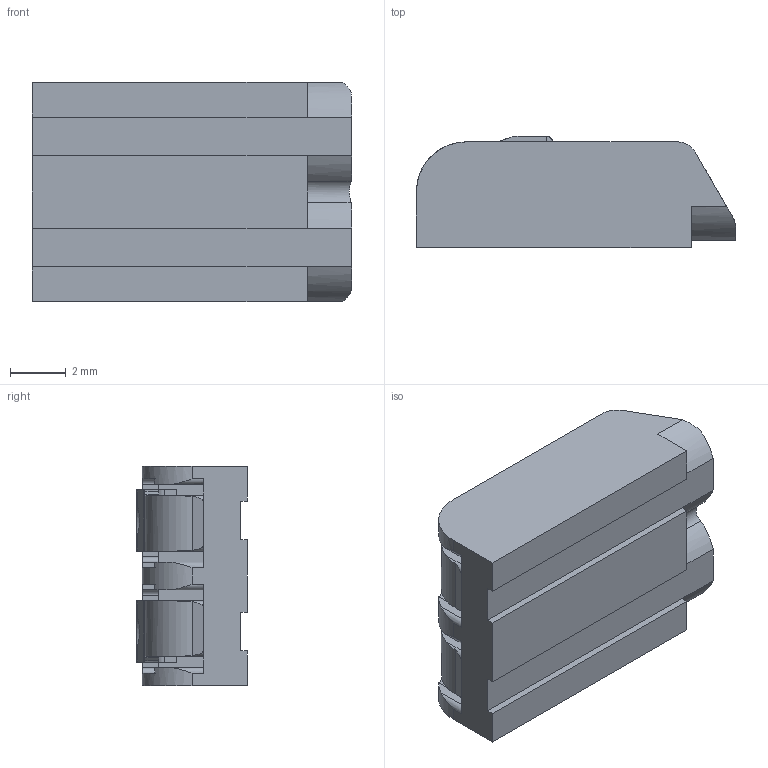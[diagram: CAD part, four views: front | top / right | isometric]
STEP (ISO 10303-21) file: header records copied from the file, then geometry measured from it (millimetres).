
FILE_DESCRIPTION(('STEP AP242'),'1');
FILE_NAME('2060-402.stp','2018-10-26T09:27:42',('TraceParts'),('TraceParts S.A.'),'Spatial InterOp 3D',' ',' ');
FILE_SCHEMA(('AP242_MANAGED_MODEL_BASED_3D_ENGINEERING_MIM_LF {1 0 10303 442 1 1 4}'));
Length unit declared in the file: millimetre
Products named in the file (1): 2060-402
Bounding box: 11.5 x 4 x 7.9 mm (x, y, z)
Volume: 249 mm3; surface area: 451.7 mm2
Topology: 1 solids, 1 shells, 129 faces, 367 edges, 240 vertices
Faces by surface type: plane 77, cylinder 50, sphere 2
Entity records: 4320 total; most frequent: CARTESIAN_POINT 912, ORIENTED_EDGE 734, DIRECTION 695, EDGE_CURVE 367, LINE 245, VECTOR 245, VERTEX_POINT 240, AXIS2_PLACEMENT_3D 225
